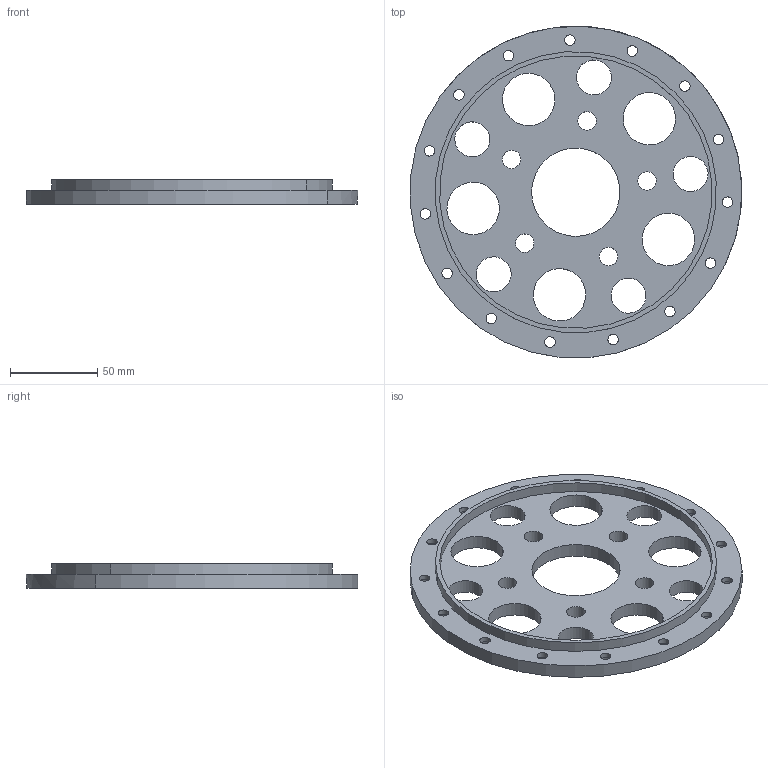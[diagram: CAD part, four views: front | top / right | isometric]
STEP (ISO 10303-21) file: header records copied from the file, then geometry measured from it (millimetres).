
FILE_DESCRIPTION(('Creo Elements/Direct Modeling STEP Export'),'2;1');
FILE_NAME('moyeu couronne chop.stp','2024-06-11T 9:58:59',(''),(''),'Creo Elements/Direct Modeling STEP processor for AP214 (Solid Model)','Creo Elements/Direct Modeling 20.5 09-Apr-2022 (C) Parametric Technology GmbH','');
FILE_SCHEMA(('AUTOMOTIVE_DESIGN { 1 0 10303 214 1 1 1 1 }'));
Length unit declared in the file: millimetre
Products named in the file (2): contour_intérieur_ep_8_(2)_-_(_42_-_525)
Assembly tree (1 placements, depth 2):
  contour_intérieur_ep_8_(2)_-_(_42_-_525)
    contour_intérieur_ep_8_(2)_-_(_42_-_525)
Bounding box: 189.62 x 189.62 x 14 mm (x, y, z)
Volume: 165531.2 mm3; surface area: 63836 mm2
Topology: 1 solids, 1 shells, 117 faces, 297 edges, 199 vertices
Faces by surface type: cylinder 98, plane 19
Entity records: 4254 total; most frequent: ORIENTED_EDGE 594, DIRECTION 532, CARTESIAN_POINT 514, EDGE_CURVE 297, AXIS2_PLACEMENT_3D 217, VERTEX_POINT 199, EDGE_LOOP 196, COLOUR_RGB 118
